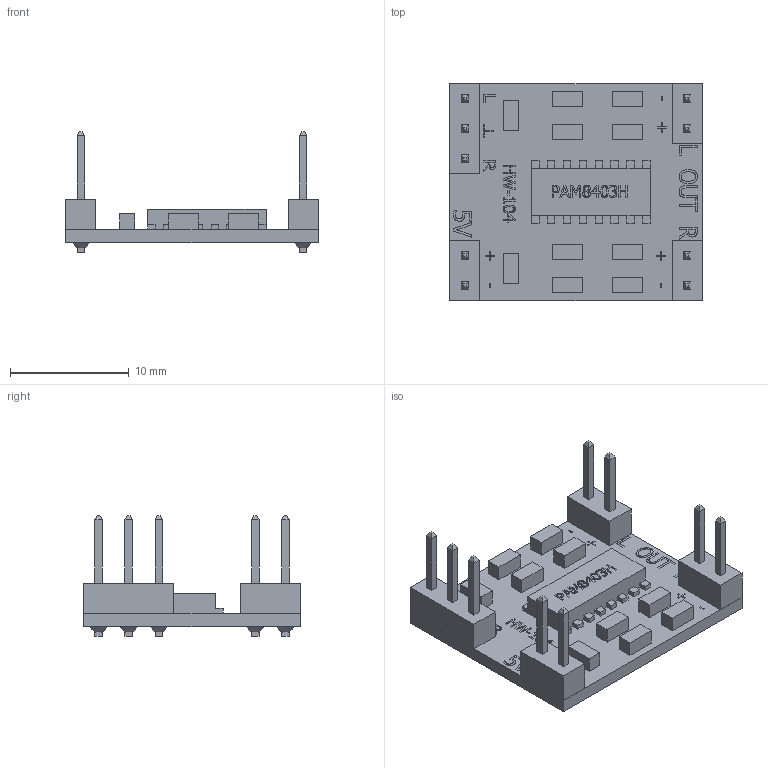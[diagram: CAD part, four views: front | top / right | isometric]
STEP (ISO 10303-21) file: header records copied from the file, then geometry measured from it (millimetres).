
FILE_DESCRIPTION(/* description */ ('','CAx-IF Rec.Pracs.---Representation and Presentation of Product Manufacturing Information (PMI)---4.0---2014-10-13'),/* implementation_level */ '2;1');
FILE_NAME(/* name */ 'Sound-Aplifier-Board-PAM8403-3W_v1.step',/* time_stamp */ '2025-01-08T23:55:17+01:00',/* author */ (''),/* organization */ (''),/* preprocessor_version */ 'ST-DEVELOPER v20',/* originating_system */ 'Autodesk Translation Framework v13.20.0.188',/* authorisation */ '');
FILE_SCHEMA (('AP242_MANAGED_MODEL_BASED_3D_ENGINEERING_MIM_LF { 1 0 10303 442 1 1 4 }'));
Length unit declared in the file: millimetre
Products named in the file (1): Sound-Aplifier-Board-PAM8403-3W
Bounding box: 21.3 x 18.3 x 10.2 mm (x, y, z)
Volume: 731.8 mm3; surface area: 1585.2 mm2
Topology: 15 solids, 15 shells, 764 faces, 1917 edges, 1263 vertices
Faces by surface type: plane 635, bspline 120, cylinder 9
Full cylindrical faces by diameter (mm): 1 x9
Entity records: 23415 total; most frequent: CARTESIAN_POINT 5505, ORIENTED_EDGE 3834, DIRECTION 2985, EDGE_CURVE 1917, LINE 1659, VECTOR 1659, VERTEX_POINT 1263, EDGE_LOOP 844
